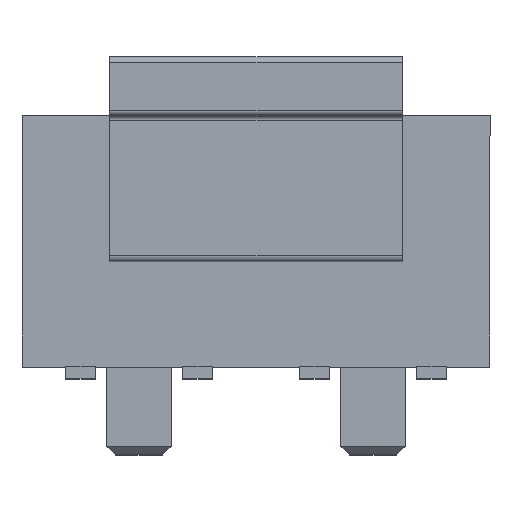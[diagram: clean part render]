
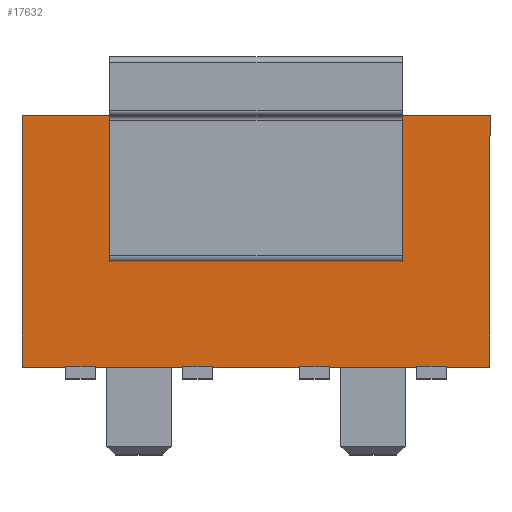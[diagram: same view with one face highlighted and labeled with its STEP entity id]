
A CAD part, top view. The second image highlights one B-rep face of the part: STEP entity #17632.
In plain terms, the highlighted planar face has unit normal (0, 0, 1).
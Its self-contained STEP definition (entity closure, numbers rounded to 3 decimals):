
#2896=FACE_OUTER_BOUND('',#3882,.T.);
#3882=EDGE_LOOP('',(#15709,#15710,#15711,#15712,#15713,#15714,#15715,#15716,
#15717,#15718,#15719,#15720));
#4250=LINE('',#25017,#5992);
#4457=LINE('',#25964,#6199);
#4462=LINE('',#25973,#6204);
#4632=LINE('',#26871,#6374);
#4762=LINE('',#27650,#6504);
#4934=LINE('',#28551,#6676);
#5064=LINE('',#29330,#6806);
#5236=LINE('',#30231,#6978);
#5366=LINE('',#31010,#7108);
#5527=LINE('',#31331,#7269);
#5588=LINE('',#31452,#7330);
#5589=LINE('',#31453,#7331);
#5992=VECTOR('',#19944,1.);
#6199=VECTOR('',#20441,1.);
#6204=VECTOR('',#20448,1.);
#6374=VECTOR('',#20950,1.);
#6504=VECTOR('',#21352,1.);
#6676=VECTOR('',#21856,1.);
#6806=VECTOR('',#22258,1.);
#6978=VECTOR('',#22762,1.);
#7108=VECTOR('',#23164,1.);
#7269=VECTOR('',#23465,1.);
#7330=VECTOR('',#23570,1.);
#7331=VECTOR('',#23571,1.);
#7725=VERTEX_POINT('',#25015);
#7726=VERTEX_POINT('',#25016);
#7909=VERTEX_POINT('',#25963);
#7912=VERTEX_POINT('',#25971);
#8062=VERTEX_POINT('',#26870);
#8163=VERTEX_POINT('',#27649);
#8314=VERTEX_POINT('',#28550);
#8415=VERTEX_POINT('',#29329);
#8566=VERTEX_POINT('',#30230);
#8667=VERTEX_POINT('',#31009);
#8757=VERTEX_POINT('',#31330);
#8795=VERTEX_POINT('',#31451);
#9265=EDGE_CURVE('',#7725,#7726,#4250,.T.);
#9549=EDGE_CURVE('',#7909,#7725,#4457,.T.);
#9554=EDGE_CURVE('',#7726,#7912,#4462,.T.);
#9811=EDGE_CURVE('',#8062,#7909,#4632,.T.);
#10010=EDGE_CURVE('',#8163,#8062,#4762,.T.);
#10269=EDGE_CURVE('',#8314,#8163,#4934,.T.);
#10468=EDGE_CURVE('',#8415,#8314,#5064,.T.);
#10727=EDGE_CURVE('',#8566,#8415,#5236,.T.);
#10926=EDGE_CURVE('',#8667,#8566,#5366,.T.);
#11087=EDGE_CURVE('',#8667,#8757,#5527,.T.);
#11148=EDGE_CURVE('',#7912,#8795,#5588,.T.);
#11149=EDGE_CURVE('',#8757,#8795,#5589,.T.);
#15709=ORIENTED_EDGE('',*,*,#10926,.T.);
#15710=ORIENTED_EDGE('',*,*,#10727,.T.);
#15711=ORIENTED_EDGE('',*,*,#10468,.T.);
#15712=ORIENTED_EDGE('',*,*,#10269,.T.);
#15713=ORIENTED_EDGE('',*,*,#10010,.T.);
#15714=ORIENTED_EDGE('',*,*,#9811,.T.);
#15715=ORIENTED_EDGE('',*,*,#9549,.T.);
#15716=ORIENTED_EDGE('',*,*,#9265,.T.);
#15717=ORIENTED_EDGE('',*,*,#9554,.T.);
#15718=ORIENTED_EDGE('',*,*,#11148,.T.);
#15719=ORIENTED_EDGE('',*,*,#11149,.F.);
#15720=ORIENTED_EDGE('',*,*,#11087,.F.);
#16664=PLANE('',#19132);
#17632=ADVANCED_FACE('',(#2896),#16664,.T.);
#19132=AXIS2_PLACEMENT_3D('',#31450,#23568,#23569);
#19944=DIRECTION('',(1.,0.,0.));
#20441=DIRECTION('',(1.,0.,0.));
#20448=DIRECTION('',(1.,0.,0.));
#20950=DIRECTION('',(1.,0.,0.));
#21352=DIRECTION('',(1.,0.,0.));
#21856=DIRECTION('',(1.,0.,0.));
#22258=DIRECTION('',(1.,0.,0.));
#22762=DIRECTION('',(1.,0.,0.));
#23164=DIRECTION('',(1.,0.,0.));
#23465=DIRECTION('',(0.,1.,0.));
#23568=DIRECTION('center_axis',(0.,0.,
1.));
#23569=DIRECTION('ref_axis',(-1.,0.,0.));
#23570=DIRECTION('',(0.,1.,0.));
#23571=DIRECTION('',(1.,0.,0.));
#25015=CARTESIAN_POINT('',(-7.215,-2.53,2.015));
#25016=CARTESIAN_POINT('',(-6.715,-2.53,2.015));
#25017=CARTESIAN_POINT('',(-13.965,-2.53,2.015));
#25963=CARTESIAN_POINT('',(-8.715,-2.53,2.015));
#25964=CARTESIAN_POINT('',(-13.965,-2.53,2.015));
#25971=CARTESIAN_POINT('',(-5.965,-2.53,2.015));
#25973=CARTESIAN_POINT('',(-13.965,-2.53,2.015));
#26870=CARTESIAN_POINT('',(-9.215,-2.53,2.015));
#26871=CARTESIAN_POINT('',(-13.965,-2.53,2.015));
#27649=CARTESIAN_POINT('',(-10.715,-2.53,2.015));
#27650=CARTESIAN_POINT('',(-13.965,-2.53,2.015));
#28550=CARTESIAN_POINT('',(-11.215,-2.53,2.015));
#28551=CARTESIAN_POINT('',(-13.965,-2.53,2.015));
#29329=CARTESIAN_POINT('',(-12.715,-2.53,2.015));
#29330=CARTESIAN_POINT('',(-13.965,-2.53,2.015));
#30230=CARTESIAN_POINT('',(-13.215,-2.53,2.015));
#30231=CARTESIAN_POINT('',(-13.965,-2.53,2.015));
#31009=CARTESIAN_POINT('',(-13.965,-2.53,2.015));
#31010=CARTESIAN_POINT('',(-13.965,-2.53,2.015));
#31330=CARTESIAN_POINT('',(-13.965,1.77,2.015));
#31331=CARTESIAN_POINT('',(-13.965,-2.53,2.015));
#31450=CARTESIAN_POINT('Origin',(-13.965,-2.53,2.015));
#31451=CARTESIAN_POINT('',(-5.965,1.77,2.015));
#31452=CARTESIAN_POINT('',(-5.965,-2.53,2.015));
#31453=CARTESIAN_POINT('',(-13.965,1.77,2.015));
